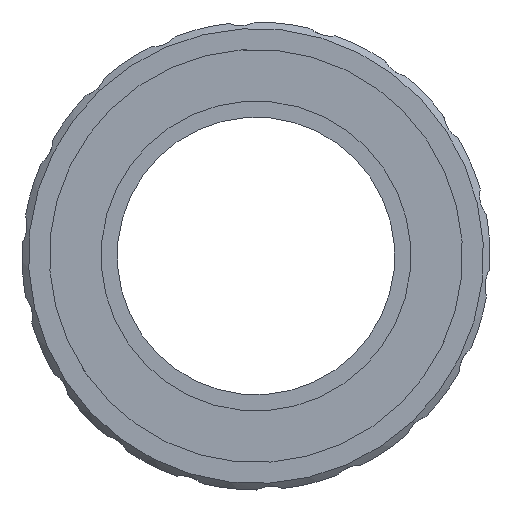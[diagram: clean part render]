
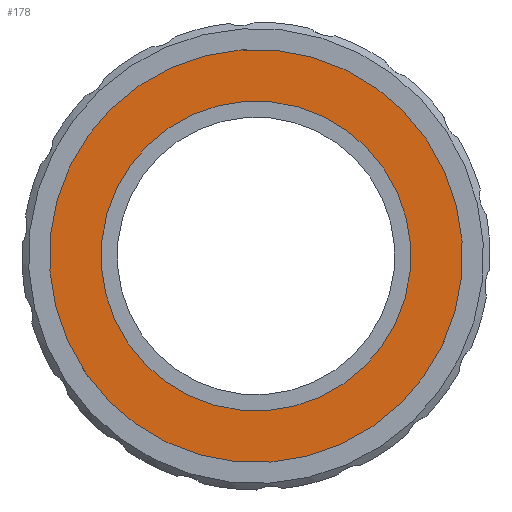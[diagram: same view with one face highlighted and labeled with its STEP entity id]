
A CAD part, front view. The second image highlights one B-rep face of the part: STEP entity #178.
In plain terms, the highlighted planar face has unit normal (0, -1, 0).
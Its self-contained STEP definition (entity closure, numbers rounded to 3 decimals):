
#178 = ADVANCED_FACE ( 'NONE', ( #8251, #7597 ), #917, .F. ) ;
#263 = CARTESIAN_POINT ( 'NONE',  ( 19.923, -30.049, 73.702 ) ) ;
#562 = DIRECTION ( 'NONE',  ( -0.9, 0., 0.436 ) ) ;
#917 = PLANE ( 'NONE',  #6884 ) ;
#1385 = CIRCLE ( 'NONE', #5828, 32. ) ;
#1897 = VERTEX_POINT ( 'NONE', #3290 ) ;
#2072 = CIRCLE ( 'NONE', #9401, 23. ) ;
#2330 = EDGE_CURVE ( 'NONE', #5208, #7920, #9984, .T. ) ;
#3290 = CARTESIAN_POINT ( 'NONE',  ( 34.771, -30.049, 30.952 ) ) ;
#3384 = DIRECTION ( 'NONE',  ( 0., -1., 0. ) ) ;
#3518 = ORIENTED_EDGE ( 'NONE', *, *, #10113, .F. ) ;
#3738 = CARTESIAN_POINT ( 'NONE',  ( -14.727, -30.049, 54.931 ) ) ;
#3756 = EDGE_CURVE ( 'NONE', #1897, #4937, #9504, .T. ) ;
#4132 = DIRECTION ( 'NONE',  ( 0., 1., 0. ) ) ;
#4629 = DIRECTION ( 'NONE',  ( 0., -1., 0. ) ) ;
#4937 = VERTEX_POINT ( 'NONE', #6937 ) ;
#5208 = VERTEX_POINT ( 'NONE', #8342 ) ;
#5422 = CARTESIAN_POINT ( 'NONE',  ( 5.972, -30.049, 44.903 ) ) ;
#5458 = DIRECTION ( 'NONE',  ( -0.9, 0., 0.436 ) ) ;
#5760 = AXIS2_PLACEMENT_3D ( 'NONE', #5422, #4629, #562 ) ;
#5773 = ORIENTED_EDGE ( 'NONE', *, *, #2330, .F. ) ;
#5828 = AXIS2_PLACEMENT_3D ( 'NONE', #7020, #8040, #5458 ) ;
#6273 = ORIENTED_EDGE ( 'NONE', *, *, #10015, .T. ) ;
#6884 = AXIS2_PLACEMENT_3D ( 'NONE', #263, #4132, #10056 ) ;
#6936 = DIRECTION ( 'NONE',  ( -0.9, 0., 0.436 ) ) ;
#6937 = CARTESIAN_POINT ( 'NONE',  ( -22.827, -30.049, 58.854 ) ) ;
#7020 = CARTESIAN_POINT ( 'NONE',  ( 5.972, -30.049, 44.903 ) ) ;
#7597 = FACE_OUTER_BOUND ( 'NONE', #10276, .T. ) ;
#7599 = AXIS2_PLACEMENT_3D ( 'NONE', #8497, #8600, #6936 ) ;
#7920 = VERTEX_POINT ( 'NONE', #3738 ) ;
#8040 = DIRECTION ( 'NONE',  ( 0., -1., 0. ) ) ;
#8251 = FACE_BOUND ( 'NONE', #8874, .T. ) ;
#8260 = DIRECTION ( 'NONE',  ( -0.9, 0., 0.436 ) ) ;
#8342 = CARTESIAN_POINT ( 'NONE',  ( 26.671, -30.049, 34.876 ) ) ;
#8497 = CARTESIAN_POINT ( 'NONE',  ( 5.972, -30.049, 44.903 ) ) ;
#8600 = DIRECTION ( 'NONE',  ( 0., -1., 0. ) ) ;
#8874 = EDGE_LOOP ( 'NONE', ( #3518, #5773 ) ) ;
#9050 = CARTESIAN_POINT ( 'NONE',  ( 5.972, -30.049, 44.903 ) ) ;
#9401 = AXIS2_PLACEMENT_3D ( 'NONE', #9050, #3384, #8260 ) ;
#9504 = CIRCLE ( 'NONE', #5760, 32. ) ;
#9984 = CIRCLE ( 'NONE', #7599, 23. ) ;
#10015 = EDGE_CURVE ( 'NONE', #4937, #1897, #1385, .T. ) ;
#10056 = DIRECTION ( 'NONE',  ( 0.9, 0., -0.436 ) ) ;
#10113 = EDGE_CURVE ( 'NONE', #7920, #5208, #2072, .T. ) ;
#10276 = EDGE_LOOP ( 'NONE', ( #6273, #10353 ) ) ;
#10353 = ORIENTED_EDGE ( 'NONE', *, *, #3756, .T. ) ;
